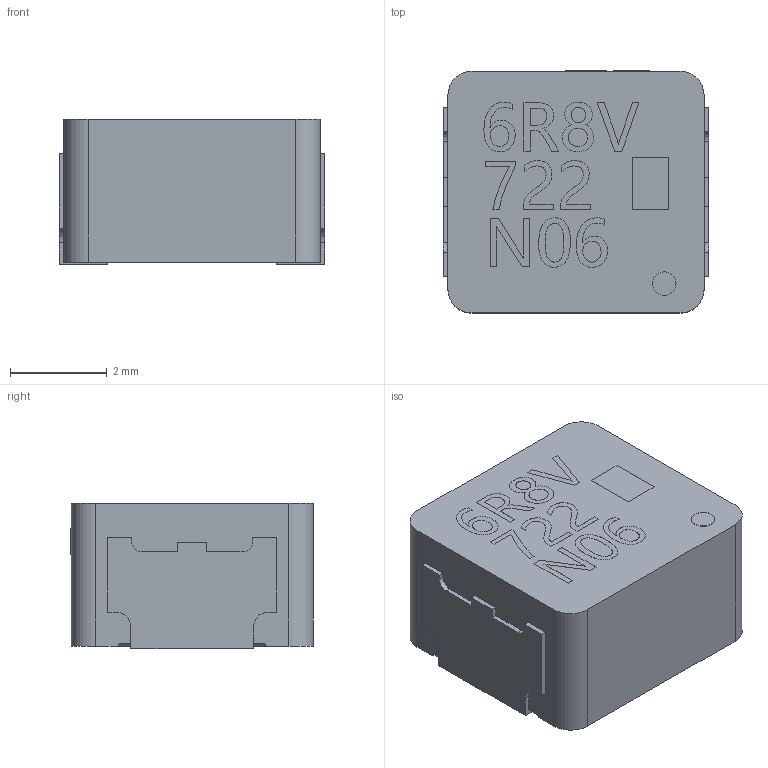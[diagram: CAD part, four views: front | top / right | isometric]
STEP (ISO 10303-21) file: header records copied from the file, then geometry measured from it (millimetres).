
FILE_DESCRIPTION (( 'STEP AP214' ), '1' );
FILE_NAME ('IND-SMD_L5.5-W5.0-H3.0_ETQP4M220YFP.step', '2022-07-09T00:33:04', ( '' ), ( '' ), 'SwSTEP 2.0', 'SolidWorks 2020', '' );
FILE_SCHEMA (( 'AUTOMOTIVE_DESIGN' ));
Length unit declared in the file: millimetre
Products named in the file (1): IND-SMD_L5.5-W5.0-H3.0_ETQP4M220YFP
Bounding box: 5.5 x 5.01 x 3 mm (x, y, z)
Volume: 78.9 mm3; surface area: 149.9 mm2
Topology: 3 solids, 3 shells, 502 faces, 1356 edges, 904 vertices
Faces by surface type: plane 298, bspline 190, cylinder 14
Entity records: 26770 total; most frequent: CARTESIAN_POINT 9849, ORIENTED_EDGE 2712, DIRECTION 1626, EDGE_CURVE 1356, VECTOR 944, LINE 944, VERTEX_POINT 904, EDGE_LOOP 546
